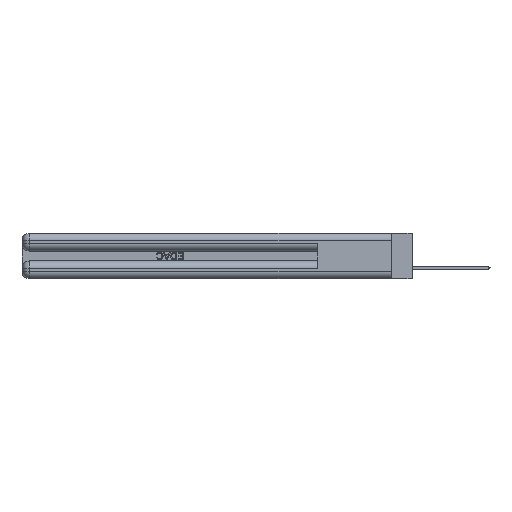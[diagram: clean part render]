
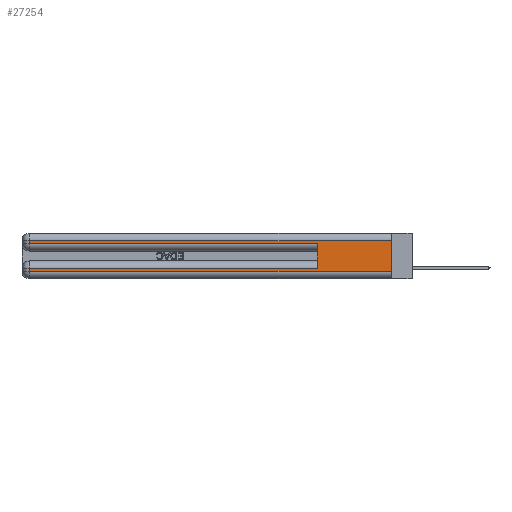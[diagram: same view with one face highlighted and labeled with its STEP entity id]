
A CAD part, left-side view. The second image highlights one B-rep face of the part: STEP entity #27254.
In plain terms, the highlighted planar face has unit normal (-1, 0, 0).
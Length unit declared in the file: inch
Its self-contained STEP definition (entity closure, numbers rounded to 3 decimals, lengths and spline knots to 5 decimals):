
#208 = DIRECTION ( 'NONE',  ( 0., 0., -1. ) ) ;
#1789 = VERTEX_POINT ( 'NONE', #9532 ) ;
#2072 = CARTESIAN_POINT ( 'NONE',  ( 0., 0.6, 0.145 ) ) ;
#2972 = ORIENTED_EDGE ( 'NONE', *, *, #25419, .T. ) ;
#3037 = FACE_OUTER_BOUND ( 'NONE', #20170, .T. ) ;
#4778 = CARTESIAN_POINT ( 'NONE',  ( 0., 0.6, 0.085 ) ) ;
#5186 = VERTEX_POINT ( 'NONE', #30299 ) ;
#5759 = EDGE_CURVE ( 'NONE', #44616, #32856, #40197, .T. ) ;
#5853 = CARTESIAN_POINT ( 'NONE',  ( 0., 0.6, 0.285 ) ) ;
#9042 = DIRECTION ( 'NONE',  ( 0., 1., 0. ) ) ;
#9207 = EDGE_CURVE ( 'NONE', #33525, #1789, #28701, .T. ) ;
#9402 = ORIENTED_EDGE ( 'NONE', *, *, #41387, .F. ) ;
#9438 = ORIENTED_EDGE ( 'NONE', *, *, #24565, .T. ) ;
#9532 = CARTESIAN_POINT ( 'NONE',  ( 0., 0., 0.06 ) ) ;
#10204 = VECTOR ( 'NONE', #208, 39.37008 ) ;
#11130 = VECTOR ( 'NONE', #41887, 39.37008 ) ;
#12350 = VECTOR ( 'NONE', #26794, 39.37008 ) ;
#13251 = VECTOR ( 'NONE', #25838, 39.37008 ) ;
#13496 = VERTEX_POINT ( 'NONE', #5853 ) ;
#14690 = ORIENTED_EDGE ( 'NONE', *, *, #43465, .T. ) ;
#15238 = ORIENTED_EDGE ( 'NONE', *, *, #39438, .T. ) ;
#15530 = CARTESIAN_POINT ( 'NONE',  ( 0., 2.94, 0.06 ) ) ;
#15717 = CARTESIAN_POINT ( 'NONE',  ( 0., 2.94, 0.31 ) ) ;
#16917 = CARTESIAN_POINT ( 'NONE',  ( 0., 0., 0.37 ) ) ;
#17418 = CARTESIAN_POINT ( 'NONE',  ( 0., 0., 0.085 ) ) ;
#17457 = CARTESIAN_POINT ( 'NONE',  ( 0., 2.94, 0.285 ) ) ;
#17922 = CARTESIAN_POINT ( 'NONE',  ( 0., 0., 0.37 ) ) ;
#18730 = DIRECTION ( 'NONE',  ( 0., 0., -1. ) ) ;
#19382 = VECTOR ( 'NONE', #42866, 39.37008 ) ;
#20013 = DIRECTION ( 'NONE',  ( 0., 0., -1. ) ) ;
#20170 = EDGE_LOOP ( 'NONE', ( #9402, #26574, #9438, #2972, #37700, #15238, #14690, #22270 ) ) ;
#20373 = VERTEX_POINT ( 'NONE', #4778 ) ;
#22270 = ORIENTED_EDGE ( 'NONE', *, *, #9207, .T. ) ;
#23004 = EDGE_CURVE ( 'NONE', #20373, #13496, #44989, .T. ) ;
#23172 = LINE ( 'NONE', #17418, #11130 ) ;
#23868 = PLANE ( 'NONE',  #30667 ) ;
#24565 = EDGE_CURVE ( 'NONE', #32856, #30829, #36540, .T. ) ;
#25419 = EDGE_CURVE ( 'NONE', #30829, #13496, #29372, .T. ) ;
#25639 = CARTESIAN_POINT ( 'NONE',  ( 0., 2.94, 0.37 ) ) ;
#25838 = DIRECTION ( 'NONE',  ( 0., 0., -1. ) ) ;
#25903 = VECTOR ( 'NONE', #9042, 39.37008 ) ;
#26574 = ORIENTED_EDGE ( 'NONE', *, *, #5759, .T. ) ;
#26794 = DIRECTION ( 'NONE',  ( 0., -1., 0. ) ) ;
#27254 = ADVANCED_FACE ( 'NONE', ( #3037 ), #23868, .F. ) ;
#27397 = DIRECTION ( 'NONE',  ( 1., 0., 0. ) ) ;
#28120 = LINE ( 'NONE', #32819, #13251 ) ;
#28432 = VECTOR ( 'NONE', #44556, 39.37008 ) ;
#28701 = LINE ( 'NONE', #34390, #19382 ) ;
#29372 = LINE ( 'NONE', #44476, #12350 ) ;
#30299 = CARTESIAN_POINT ( 'NONE',  ( 0., 2.94, 0.085 ) ) ;
#30667 = AXIS2_PLACEMENT_3D ( 'NONE', #16917, #27397, #20013 ) ;
#30829 = VERTEX_POINT ( 'NONE', #17457 ) ;
#32819 = CARTESIAN_POINT ( 'NONE',  ( 0., 2.94, 0.37 ) ) ;
#32856 = VERTEX_POINT ( 'NONE', #15717 ) ;
#33525 = VERTEX_POINT ( 'NONE', #15530 ) ;
#34390 = CARTESIAN_POINT ( 'NONE',  ( 0., 0., 0.06 ) ) ;
#35584 = CARTESIAN_POINT ( 'NONE',  ( 0., 0., 0.31 ) ) ;
#36540 = LINE ( 'NONE', #25639, #44857 ) ;
#37471 = CARTESIAN_POINT ( 'NONE',  ( 0., 0., 0.31 ) ) ;
#37700 = ORIENTED_EDGE ( 'NONE', *, *, #23004, .F. ) ;
#38744 = LINE ( 'NONE', #17922, #10204 ) ;
#39438 = EDGE_CURVE ( 'NONE', #20373, #5186, #23172, .T. ) ;
#40197 = LINE ( 'NONE', #37471, #25903 ) ;
#41387 = EDGE_CURVE ( 'NONE', #44616, #1789, #38744, .T. ) ;
#41887 = DIRECTION ( 'NONE',  ( 0., 1., 0. ) ) ;
#42866 = DIRECTION ( 'NONE',  ( 0., -1., 0. ) ) ;
#43465 = EDGE_CURVE ( 'NONE', #5186, #33525, #28120, .T. ) ;
#44476 = CARTESIAN_POINT ( 'NONE',  ( 0., 0., 0.285 ) ) ;
#44556 = DIRECTION ( 'NONE',  ( 0., 0., 1. ) ) ;
#44616 = VERTEX_POINT ( 'NONE', #35584 ) ;
#44857 = VECTOR ( 'NONE', #18730, 39.37008 ) ;
#44989 = LINE ( 'NONE', #2072, #28432 ) ;
